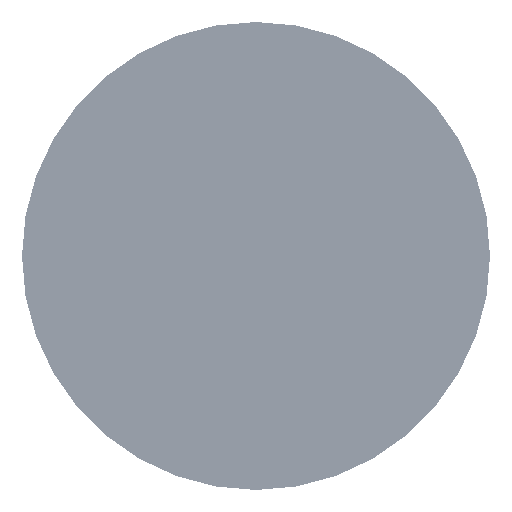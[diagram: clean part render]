
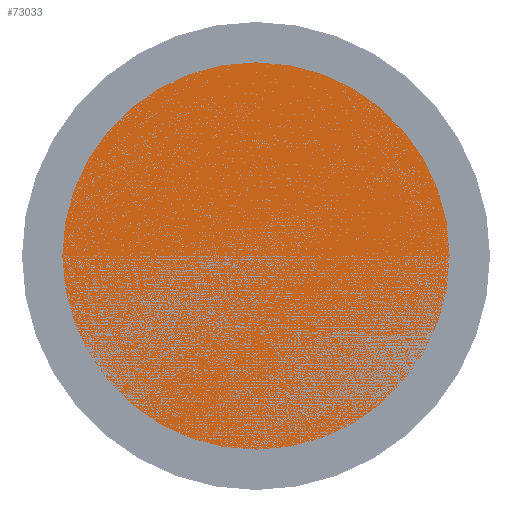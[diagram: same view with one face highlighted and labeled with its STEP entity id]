
A CAD part, top view. The second image highlights one B-rep face of the part: STEP entity #73033.
In plain terms, the highlighted planar face has unit normal (0, 0, 1).
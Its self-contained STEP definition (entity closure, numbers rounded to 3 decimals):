
#121 = CARTESIAN_POINT ( 'NONE',  ( 0., -41.052, 128.243 ) ) ;
#908 = VERTEX_POINT ( 'NONE', #121 ) ;
#4498 = EDGE_LOOP ( 'NONE', ( #110363 ) ) ;
#4732 = DIRECTION ( 'NONE',  ( 0., 0., 1. ) ) ;
#13072 = CARTESIAN_POINT ( 'NONE',  ( 0., 0., 128.243 ) ) ;
#26560 = DIRECTION ( 'NONE',  ( 0., -1., 0. ) ) ;
#28615 = FACE_OUTER_BOUND ( 'NONE', #4498, .T. ) ;
#33600 = EDGE_CURVE ( 'NONE', #908, #908, #105644, .T. ) ;
#49032 = AXIS2_PLACEMENT_3D ( 'NONE', #113786, #4732, #122621 ) ;
#65243 = PLANE ( 'NONE',  #49032 ) ;
#73033 = ADVANCED_FACE ( 'NONE', ( #28615 ), #65243, .T. ) ;
#105644 = CIRCLE ( 'NONE', #131095, 41.052 ) ;
#110363 = ORIENTED_EDGE ( 'NONE', *, *, #33600, .T. ) ;
#113786 = CARTESIAN_POINT ( 'NONE',  ( 0., 0., 128.243 ) ) ;
#122621 = DIRECTION ( 'NONE',  ( 0., -1., 0. ) ) ;
#131095 = AXIS2_PLACEMENT_3D ( 'NONE', #13072, #147565, #26560 ) ;
#147565 = DIRECTION ( 'NONE',  ( 0., 0., 1. ) ) ;
